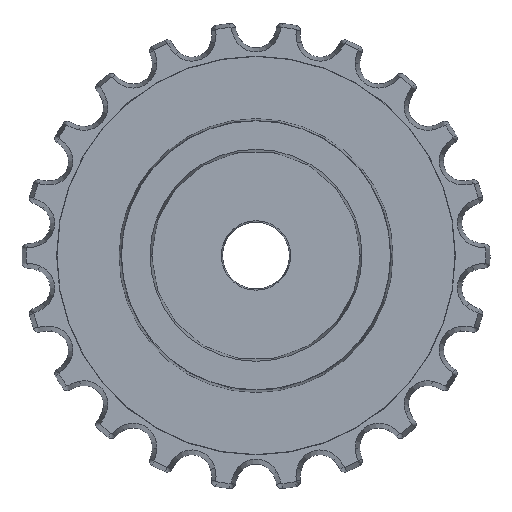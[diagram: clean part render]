
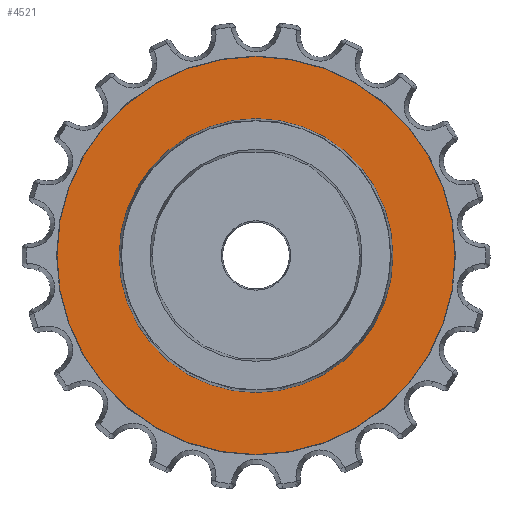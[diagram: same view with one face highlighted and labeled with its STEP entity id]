
A CAD part, top view. The second image highlights one B-rep face of the part: STEP entity #4521.
In plain terms, the highlighted planar face has unit normal (0, 0, 1).
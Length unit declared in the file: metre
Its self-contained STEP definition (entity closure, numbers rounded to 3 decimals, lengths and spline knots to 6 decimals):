
#544=PLANE('',#5217);
#1882=ORIENTED_EDGE('',*,*,#2564,.T.);
#1883=ORIENTED_EDGE('',*,*,#2563,.F.);
#2563=EDGE_CURVE('',#2973,#2973,#3383,.T.);
#2564=EDGE_CURVE('',#2974,#2974,#3384,.T.);
#2973=VERTEX_POINT('',#8218);
#2974=VERTEX_POINT('',#8221);
#3383=CIRCLE('',#5216,0.005741);
#3384=CIRCLE('',#5218,0.00395);
#3670=EDGE_LOOP('',(#1882));
#3671=EDGE_LOOP('',(#1883));
#3964=FACE_BOUND('',#3670,.T.);
#3965=FACE_BOUND('',#3671,.T.);
#4521=ADVANCED_FACE('',(#3964,#3965),#544,.F.);
#5216=AXIS2_PLACEMENT_3D('',#8217,#6846,#6847);
#5217=AXIS2_PLACEMENT_3D('',#8219,#6848,#6849);
#5218=AXIS2_PLACEMENT_3D('',#8220,#6850,#6851);
#6846=DIRECTION('',(0.,0.,-1.));
#6847=DIRECTION('',(-1.,0.,0.));
#6848=DIRECTION('',(0.,0.,-1.));
#6849=DIRECTION('',(1.,0.,0.));
#6850=DIRECTION('',(0.,0.,-1.));
#6851=DIRECTION('',(-1.,0.,0.));
#8217=CARTESIAN_POINT('',(0.,0.,0.0195));
#8218=CARTESIAN_POINT('',(-0.005741,0.,0.0195));
#8219=CARTESIAN_POINT('',(0.,0.,0.0195));
#8220=CARTESIAN_POINT('',(0.,0.,0.0195));
#8221=CARTESIAN_POINT('',(-0.00395,0.,0.0195));
